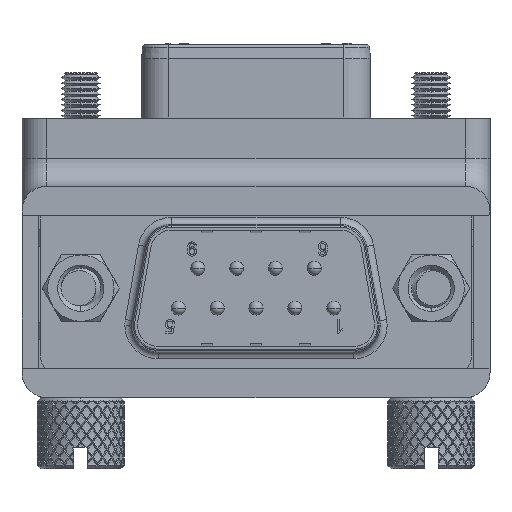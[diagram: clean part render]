
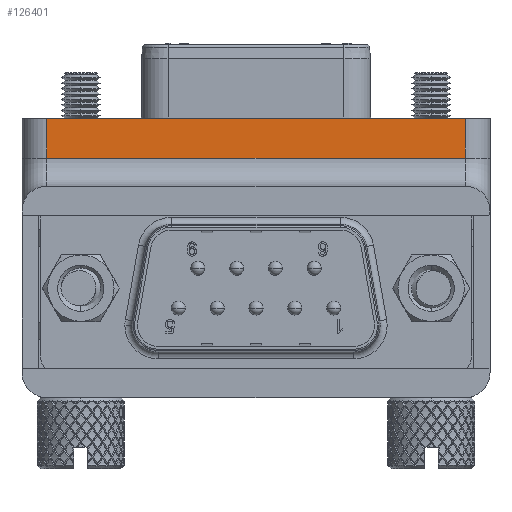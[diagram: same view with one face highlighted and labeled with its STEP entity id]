
A CAD part, front view. The second image highlights one B-rep face of the part: STEP entity #126401.
In plain terms, the highlighted planar face has unit normal (0, -1, 0).
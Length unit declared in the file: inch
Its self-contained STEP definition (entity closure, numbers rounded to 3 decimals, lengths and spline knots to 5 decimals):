
#3987 = VERTEX_POINT ( 'NONE', #112316 ) ;
#14154 = EDGE_CURVE ( 'NONE', #124300, #102938, #16375, .T. ) ;
#14963 = ORIENTED_EDGE ( 'NONE', *, *, #19357, .F. ) ;
#16375 = LINE ( 'NONE', #90582, #25957 ) ;
#19357 = EDGE_CURVE ( 'NONE', #31396, #102938, #70722, .T. ) ;
#21378 = FACE_OUTER_BOUND ( 'NONE', #49281, .T. ) ;
#25298 = EDGE_CURVE ( 'NONE', #31396, #3987, #94814, .T. ) ;
#25957 = VECTOR ( 'NONE', #110088, 39.37008 ) ;
#30831 = DIRECTION ( 'NONE',  ( 0., 0., -1. ) ) ;
#31396 = VERTEX_POINT ( 'NONE', #105531 ) ;
#33708 = ORIENTED_EDGE ( 'NONE', *, *, #98170, .T. ) ;
#42056 = VECTOR ( 'NONE', #121558, 39.37008 ) ;
#46366 = DIRECTION ( 'NONE',  ( 1., 0., 0. ) ) ;
#49281 = EDGE_LOOP ( 'NONE', ( #33708, #78952, #14963, #101859 ) ) ;
#51730 = CARTESIAN_POINT ( 'NONE',  ( -0.58748, -0.29724, -0.09055 ) ) ;
#55692 = DIRECTION ( 'NONE',  ( 0., 0., -1. ) ) ;
#56428 = VECTOR ( 'NONE', #46366, 39.37008 ) ;
#65957 = CARTESIAN_POINT ( 'NONE',  ( 0.65748, -0.29724, -0.09055 ) ) ;
#67651 = DIRECTION ( 'NONE',  ( 0., -1., 0. ) ) ;
#67804 = VECTOR ( 'NONE', #30831, 39.37008 ) ;
#70722 = LINE ( 'NONE', #122425, #42056 ) ;
#73049 = AXIS2_PLACEMENT_3D ( 'NONE', #96513, #67651, #55692 ) ;
#78952 = ORIENTED_EDGE ( 'NONE', *, *, #14154, .T. ) ;
#90582 = CARTESIAN_POINT ( 'NONE',  ( 0.58748, -0.29724, 0. ) ) ;
#94814 = LINE ( 'NONE', #51730, #67804 ) ;
#96513 = CARTESIAN_POINT ( 'NONE',  ( 0.65748, -0.29724, 0. ) ) ;
#96980 = CARTESIAN_POINT ( 'NONE',  ( 0.58748, -0.29724, -0.09055 ) ) ;
#98170 = EDGE_CURVE ( 'NONE', #3987, #124300, #110428, .T. ) ;
#99768 = CARTESIAN_POINT ( 'NONE',  ( 0.58748, -0.29724, 0.01969 ) ) ;
#101859 = ORIENTED_EDGE ( 'NONE', *, *, #25298, .T. ) ;
#102938 = VERTEX_POINT ( 'NONE', #99768 ) ;
#105531 = CARTESIAN_POINT ( 'NONE',  ( -0.58748, -0.29724, 0.01969 ) ) ;
#107164 = PLANE ( 'NONE',  #73049 ) ;
#110088 = DIRECTION ( 'NONE',  ( 0., 0., 1. ) ) ;
#110428 = LINE ( 'NONE', #65957, #56428 ) ;
#112316 = CARTESIAN_POINT ( 'NONE',  ( -0.58748, -0.29724, -0.09055 ) ) ;
#121558 = DIRECTION ( 'NONE',  ( 1., 0., 0. ) ) ;
#122425 = CARTESIAN_POINT ( 'NONE',  ( -0.58748, -0.29724, 0.01969 ) ) ;
#124300 = VERTEX_POINT ( 'NONE', #96980 ) ;
#126401 = ADVANCED_FACE ( 'NONE', ( #21378 ), #107164, .T. ) ;
